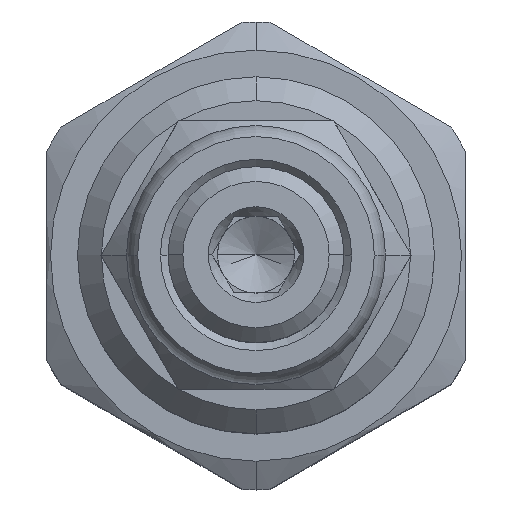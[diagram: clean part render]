
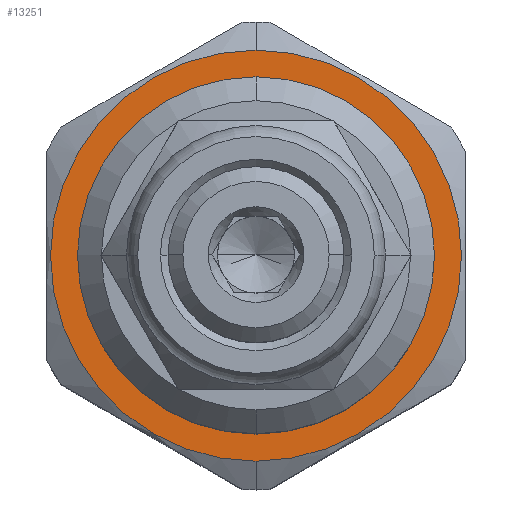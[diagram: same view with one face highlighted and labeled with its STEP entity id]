
A CAD part, top view. The second image highlights one B-rep face of the part: STEP entity #13251.
In plain terms, the highlighted planar face has unit normal (0, 0, 1).
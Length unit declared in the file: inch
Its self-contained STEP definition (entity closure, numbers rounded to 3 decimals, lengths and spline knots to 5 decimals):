
#1712=CARTESIAN_POINT('',(0.,0.,2.37));
#1713=DIRECTION('',(0.,0.,1.));
#1714=DIRECTION('',(0.,-1.,0.));
#1715=AXIS2_PLACEMENT_3D('',#1712,#1713,#1714);
#1717=CARTESIAN_POINT('',(0.,0.,2.37));
#1718=DIRECTION('',(0.,0.,-1.));
#1719=DIRECTION('',(0.,-1.,0.));
#1720=AXIS2_PLACEMENT_3D('',#1717,#1718,#1719);
#1726=CARTESIAN_POINT('',(0.,0.,2.37));
#1727=DIRECTION('',(0.,0.,-1.));
#1728=DIRECTION('',(0.,-1.,0.));
#1729=AXIS2_PLACEMENT_3D('',#1726,#1727,#1728);
#2106=CARTESIAN_POINT('',(0.,0.,2.37));
#2107=DIRECTION('',(0.,0.,1.));
#2108=DIRECTION('',(0.,-1.,0.));
#2109=AXIS2_PLACEMENT_3D('',#2106,#2107,#2108);
#10759=CARTESIAN_POINT('',(0.,-0.43,2.37));
#10761=VERTEX_POINT('',#10759);
#10767=CARTESIAN_POINT('',(0.,0.43,2.37));
#10769=VERTEX_POINT('',#10767);
#10775=CARTESIAN_POINT('',(0.,-0.3735,2.37));
#10776=CARTESIAN_POINT('',(0.,0.3735,2.37));
#10777=VERTEX_POINT('',#10775);
#10778=VERTEX_POINT('',#10776);
#13236=CARTESIAN_POINT('',(0.,0.,2.37));
#13237=DIRECTION('',(0.,0.,1.));
#13238=DIRECTION('',(0.,-1.,0.));
#13239=AXIS2_PLACEMENT_3D('',#13236,#13237,#13238);
#13240=PLANE('',#13239);
#13242=ORIENTED_EDGE('',*,*,#13241,.T.);
#13244=ORIENTED_EDGE('',*,*,#13243,.F.);
#13245=EDGE_LOOP('',(#13242,#13244));
#13246=FACE_OUTER_BOUND('',#13245,.F.);
#13247=ORIENTED_EDGE('',*,*,#13180,.T.);
#13248=ORIENTED_EDGE('',*,*,#13222,.F.);
#13249=EDGE_LOOP('',(#13247,#13248));
#13250=FACE_BOUND('',#13249,.F.);
#1716=CIRCLE('',#1715,0.3735);
#1721=CIRCLE('',#1720,0.3735);
#1730=CIRCLE('',#1729,0.43);
#2110=CIRCLE('',#2109,0.43);
#13180=EDGE_CURVE('',#10777,#10778,#1716,.T.);
#13222=EDGE_CURVE('',#10777,#10778,#1721,.T.);
#13241=EDGE_CURVE('',#10761,#10769,#1730,.T.);
#13243=EDGE_CURVE('',#10761,#10769,#2110,.T.);
#13251=ADVANCED_FACE('',(#13246,#13250),#13240,.T.);
